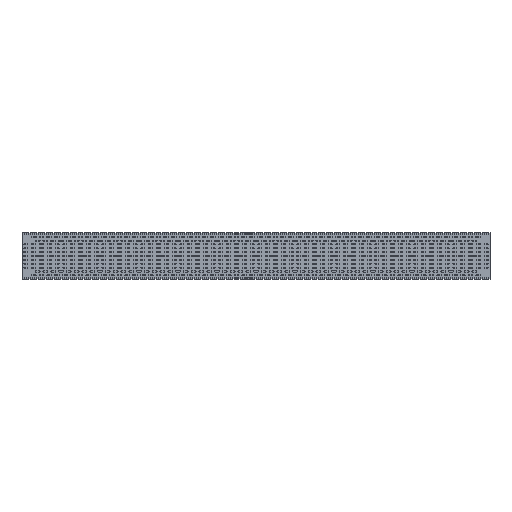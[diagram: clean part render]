
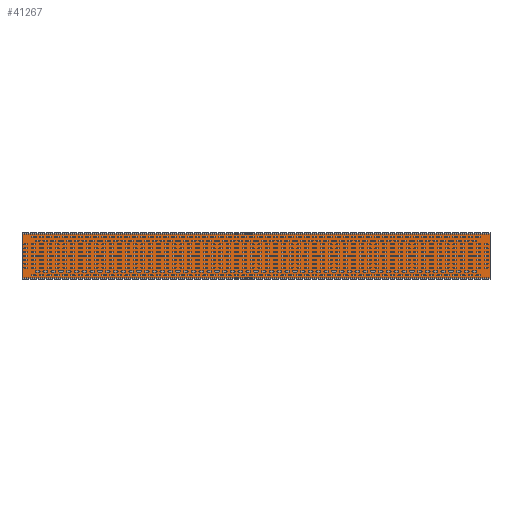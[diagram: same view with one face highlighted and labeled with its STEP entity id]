
A CAD part, top view. The second image highlights one B-rep face of the part: STEP entity #41267.
In plain terms, the highlighted planar face has unit normal (0, 0, 1).
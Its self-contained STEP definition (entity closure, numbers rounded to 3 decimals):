
#2815=FACE_OUTER_BOUND('',#4691,.T.);
#4691=EDGE_LOOP('',(#34782,#34783,#34784,#34785));
#11085=LINE('',#74273,#14713);
#11109=LINE('',#74362,#14737);
#11111=LINE('',#74369,#14739);
#11112=LINE('',#74370,#14740);
#14713=VECTOR('',#58704,1.);
#14737=VECTOR('',#58798,1.);
#14739=VECTOR('',#58806,1.);
#14740=VECTOR('',#58807,1.);
#20155=VERTEX_POINT('',#74270);
#20156=VERTEX_POINT('',#74272);
#20186=VERTEX_POINT('',#74360);
#20188=VERTEX_POINT('',#74368);
#27409=EDGE_CURVE('',#20156,#20155,#11085,.T.);
#27455=EDGE_CURVE('',#20186,#20155,#11109,.F.);
#27458=EDGE_CURVE('',#20188,#20186,#11111,.T.);
#27459=EDGE_CURVE('',#20188,#20156,#11112,.T.);
#34782=ORIENTED_EDGE('',*,*,#27455,.F.);
#34783=ORIENTED_EDGE('',*,*,#27458,.F.);
#34784=ORIENTED_EDGE('',*,*,#27459,.T.);
#34785=ORIENTED_EDGE('',*,*,#27409,.T.);
#39399=PLANE('',#48661);
#41267=ADVANCED_FACE('',(#2815),#39399,.T.);
#48661=AXIS2_PLACEMENT_3D('',#74367,#58804,#58805);
#58704=DIRECTION('',(0.,1.,0.));
#58798=DIRECTION('',(-1.,0.,0.));
#58804=DIRECTION('center_axis',(0.,0.,1.));
#58805=DIRECTION('ref_axis',(0.,-1.,0.));
#58806=DIRECTION('',(0.,1.,0.));
#58807=DIRECTION('',(1.,0.,0.));
#74270=CARTESIAN_POINT('',(3211.899,195.687,-48.5));
#74272=CARTESIAN_POINT('',(3211.899,-97.313,-48.5));
#74273=CARTESIAN_POINT('',(3211.899,49.187,-48.5));
#74360=CARTESIAN_POINT('',(181.899,195.687,-48.5));
#74362=CARTESIAN_POINT('',(1696.899,195.687,-48.5));
#74367=CARTESIAN_POINT('Origin',(1696.899,195.687,-48.5));
#74368=CARTESIAN_POINT('',(181.899,-97.313,-48.5));
#74369=CARTESIAN_POINT('',(181.899,49.187,-48.5));
#74370=CARTESIAN_POINT('',(1696.899,-97.313,-48.5));
